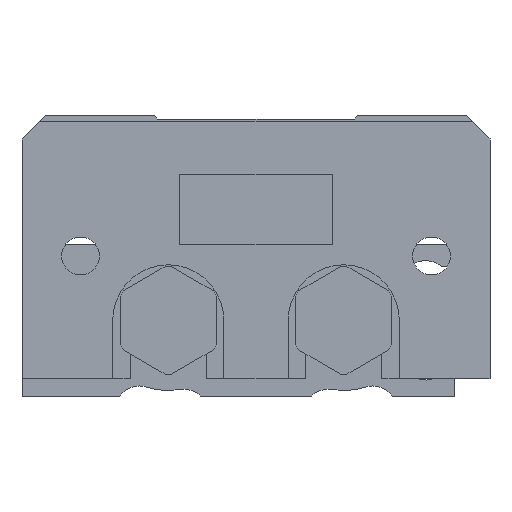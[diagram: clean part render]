
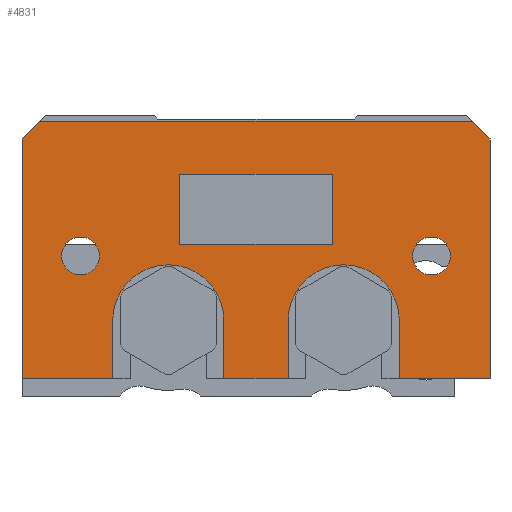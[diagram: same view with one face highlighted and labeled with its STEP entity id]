
A CAD part, front view. The second image highlights one B-rep face of the part: STEP entity #4831.
In plain terms, the highlighted planar face has unit normal (0, -1, 0).
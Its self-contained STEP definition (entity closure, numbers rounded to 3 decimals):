
#294=LINE('',#7022,#644);
#298=LINE('',#7031,#648);
#302=LINE('',#7043,#652);
#307=LINE('',#7052,#657);
#310=LINE('',#7058,#660);
#313=LINE('',#7064,#663);
#316=LINE('',#7070,#666);
#319=LINE('',#7076,#669);
#324=LINE('',#7086,#674);
#327=LINE('',#7092,#677);
#331=LINE('',#7104,#681);
#335=LINE('',#7112,#685);
#340=LINE('',#7122,#690);
#344=LINE('',#7130,#694);
#347=LINE('',#7136,#697);
#349=LINE('',#7139,#699);
#644=VECTOR('',#5920,1000.);
#648=VECTOR('',#5926,1000.);
#652=VECTOR('',#5938,1000.);
#657=VECTOR('',#5945,1000.);
#660=VECTOR('',#5950,1000.);
#663=VECTOR('',#5955,1000.);
#666=VECTOR('',#5960,1000.);
#669=VECTOR('',#5965,1000.);
#674=VECTOR('',#5972,1000.);
#677=VECTOR('',#5977,1000.);
#681=VECTOR('',#5989,1000.);
#685=VECTOR('',#5995,1000.);
#690=VECTOR('',#6002,1000.);
#694=VECTOR('',#6008,1000.);
#697=VECTOR('',#6013,1000.);
#699=VECTOR('',#6017,1000.);
#1424=ORIENTED_EDGE('',*,*,#2150,.T.);
#1425=ORIENTED_EDGE('',*,*,#2151,.T.);
#1426=ORIENTED_EDGE('',*,*,#2140,.T.);
#1427=ORIENTED_EDGE('',*,*,#2144,.T.);
#1428=ORIENTED_EDGE('',*,*,#2147,.T.);
#1429=ORIENTED_EDGE('',*,*,#2149,.T.);
#1430=ORIENTED_EDGE('',*,*,#2100,.T.);
#1431=ORIENTED_EDGE('',*,*,#2105,.T.);
#1432=ORIENTED_EDGE('',*,*,#2108,.T.);
#1433=ORIENTED_EDGE('',*,*,#2111,.T.);
#1434=ORIENTED_EDGE('',*,*,#2114,.T.);
#1435=ORIENTED_EDGE('',*,*,#2117,.T.);
#1436=ORIENTED_EDGE('',*,*,#2122,.T.);
#1437=ORIENTED_EDGE('',*,*,#2125,.T.);
#1438=ORIENTED_EDGE('',*,*,#2128,.T.);
#1439=ORIENTED_EDGE('',*,*,#2131,.T.);
#1440=ORIENTED_EDGE('',*,*,#2135,.T.);
#1441=ORIENTED_EDGE('',*,*,#2090,.T.);
#1442=ORIENTED_EDGE('',*,*,#2097,.T.);
#1443=ORIENTED_EDGE('',*,*,#2094,.T.);
#2090=EDGE_CURVE('',#2529,#2528,#294,.T.);
#2094=EDGE_CURVE('',#2533,#2532,#298,.T.);
#2097=EDGE_CURVE('',#2528,#2533,#2775,.T.);
#2100=EDGE_CURVE('',#2532,#2536,#302,.T.);
#2105=EDGE_CURVE('',#2536,#2539,#307,.T.);
#2108=EDGE_CURVE('',#2539,#2541,#310,.T.);
#2111=EDGE_CURVE('',#2541,#2543,#313,.T.);
#2114=EDGE_CURVE('',#2543,#2545,#316,.T.);
#2117=EDGE_CURVE('',#2545,#2547,#319,.T.);
#2122=EDGE_CURVE('',#2547,#2551,#324,.T.);
#2125=EDGE_CURVE('',#2551,#2553,#327,.T.);
#2128=EDGE_CURVE('',#2553,#2555,#2777,.T.);
#2131=EDGE_CURVE('',#2555,#2557,#331,.T.);
#2135=EDGE_CURVE('',#2557,#2529,#335,.T.);
#2140=EDGE_CURVE('',#2565,#2564,#340,.T.);
#2144=EDGE_CURVE('',#2564,#2567,#344,.T.);
#2147=EDGE_CURVE('',#2567,#2569,#347,.T.);
#2149=EDGE_CURVE('',#2569,#2565,#349,.T.);
#2150=EDGE_CURVE('',#2570,#2570,#2778,.T.);
#2151=EDGE_CURVE('',#2571,#2571,#2779,.T.);
#2528=VERTEX_POINT('',#7021);
#2529=VERTEX_POINT('',#7023);
#2532=VERTEX_POINT('',#7030);
#2533=VERTEX_POINT('',#7032);
#2536=VERTEX_POINT('',#7042);
#2539=VERTEX_POINT('',#7051);
#2541=VERTEX_POINT('',#7057);
#2543=VERTEX_POINT('',#7063);
#2545=VERTEX_POINT('',#7069);
#2547=VERTEX_POINT('',#7075);
#2551=VERTEX_POINT('',#7085);
#2553=VERTEX_POINT('',#7091);
#2555=VERTEX_POINT('',#7097);
#2557=VERTEX_POINT('',#7103);
#2564=VERTEX_POINT('',#7121);
#2565=VERTEX_POINT('',#7123);
#2567=VERTEX_POINT('',#7129);
#2569=VERTEX_POINT('',#7135);
#2570=VERTEX_POINT('',#7142);
#2571=VERTEX_POINT('',#7144);
#2775=CIRCLE('',#5143,4.75);
#2777=CIRCLE('',#5154,4.75);
#2778=CIRCLE('',#5162,1.621);
#2779=CIRCLE('',#5163,1.621);
#3068=EDGE_LOOP('',(#1424));
#3069=EDGE_LOOP('',(#1425));
#3070=EDGE_LOOP('',(#1426,#1427,#1428,#1429));
#3071=EDGE_LOOP('',(#1430,#1431,#1432,#1433,#1434,#1435,#1436,#1437,#1438,
#1439,#1440,#1441,#1442,#1443));
#3390=FACE_BOUND('',#3068,.T.);
#3391=FACE_BOUND('',#3069,.T.);
#3392=FACE_BOUND('',#3070,.T.);
#3393=FACE_BOUND('',#3071,.T.);
#3590=PLANE('',#5161);
#4831=ADVANCED_FACE('',(#3390,#3391,#3392,#3393),#3590,.F.);
#5143=AXIS2_PLACEMENT_3D('',#7036,#5932,#5933);
#5154=AXIS2_PLACEMENT_3D('',#7098,#5983,#5984);
#5161=AXIS2_PLACEMENT_3D('',#7140,#6018,#6019);
#5162=AXIS2_PLACEMENT_3D('',#7141,#6020,#6021);
#5163=AXIS2_PLACEMENT_3D('',#7143,#6022,#6023);
#5920=DIRECTION('',(0.,0.,1.));
#5926=DIRECTION('',(0.,0.,-1.));
#5932=DIRECTION('',(0.,1.,0.));
#5933=DIRECTION('',(-1.,0.,0.));
#5938=DIRECTION('',(1.,0.,0.));
#5945=DIRECTION('',(0.,0.,1.));
#5950=DIRECTION('',(-0.707,0.,0.707));
#5955=DIRECTION('',(-1.,0.,0.));
#5960=DIRECTION('',(-0.707,0.,-0.707));
#5965=DIRECTION('',(0.,0.,-1.));
#5972=DIRECTION('',(1.,0.,0.));
#5977=DIRECTION('',(0.,0.,1.));
#5983=DIRECTION('',(0.,1.,0.));
#5984=DIRECTION('',(-1.,0.,0.));
#5989=DIRECTION('',(0.,0.,-1.));
#5995=DIRECTION('',(1.,0.,0.));
#6002=DIRECTION('',(0.,0.,1.));
#6008=DIRECTION('',(1.,0.,0.));
#6013=DIRECTION('',(0.,0.,-1.));
#6017=DIRECTION('',(-1.,0.,0.));
#6018=DIRECTION('',(0.,1.,0.));
#6019=DIRECTION('',(0.,0.,1.));
#6020=DIRECTION('',(0.,1.,0.));
#6021=DIRECTION('',(0.,0.,-1.));
#6022=DIRECTION('',(0.,1.,0.));
#6023=DIRECTION('',(0.,0.,-1.));
#7021=CARTESIAN_POINT('',(22.75,-6.,6.5));
#7022=CARTESIAN_POINT('',(22.75,-6.,1.5));
#7023=CARTESIAN_POINT('',(22.75,-6.,1.5));
#7030=CARTESIAN_POINT('',(32.25,-6.,1.5));
#7031=CARTESIAN_POINT('',(32.25,-6.,6.5));
#7032=CARTESIAN_POINT('',(32.25,-6.,6.5));
#7036=CARTESIAN_POINT('',(27.5,-6.,6.5));
#7042=CARTESIAN_POINT('',(40.,-6.,1.5));
#7043=CARTESIAN_POINT('',(32.25,-6.,1.5));
#7051=CARTESIAN_POINT('',(40.,-6.,22.));
#7052=CARTESIAN_POINT('',(40.,-6.,1.5));
#7057=CARTESIAN_POINT('',(38.5,-6.,23.5));
#7058=CARTESIAN_POINT('',(40.,-6.,22.));
#7063=CARTESIAN_POINT('',(1.5,-6.,23.5));
#7064=CARTESIAN_POINT('',(38.5,-6.,23.5));
#7069=CARTESIAN_POINT('',(0.,-6.,22.));
#7070=CARTESIAN_POINT('',(1.5,-6.,23.5));
#7075=CARTESIAN_POINT('',(0.,-6.,1.5));
#7076=CARTESIAN_POINT('',(0.,-6.,22.));
#7085=CARTESIAN_POINT('',(7.75,-6.,1.5));
#7086=CARTESIAN_POINT('',(0.,-6.,1.5));
#7091=CARTESIAN_POINT('',(7.75,-6.,6.5));
#7092=CARTESIAN_POINT('',(7.75,-6.,1.5));
#7097=CARTESIAN_POINT('',(17.25,-6.,6.5));
#7098=CARTESIAN_POINT('',(12.5,-6.,6.5));
#7103=CARTESIAN_POINT('',(17.25,-6.,1.5));
#7104=CARTESIAN_POINT('',(17.25,-6.,6.5));
#7112=CARTESIAN_POINT('',(17.25,-6.,1.5));
#7121=CARTESIAN_POINT('',(13.5,-6.,19.));
#7122=CARTESIAN_POINT('',(13.5,-6.,13.));
#7123=CARTESIAN_POINT('',(13.5,-6.,13.));
#7129=CARTESIAN_POINT('',(26.5,-6.,19.));
#7130=CARTESIAN_POINT('',(13.5,-6.,19.));
#7135=CARTESIAN_POINT('',(26.5,-6.,13.));
#7136=CARTESIAN_POINT('',(26.5,-6.,19.));
#7139=CARTESIAN_POINT('',(13.5,-6.,13.));
#7140=CARTESIAN_POINT('',(12.5,-6.,6.5));
#7141=CARTESIAN_POINT('',(5.,-6.,12.));
#7142=CARTESIAN_POINT('',(5.,-6.,10.379));
#7143=CARTESIAN_POINT('',(35.,-6.,12.));
#7144=CARTESIAN_POINT('',(35.,-6.,10.379));
